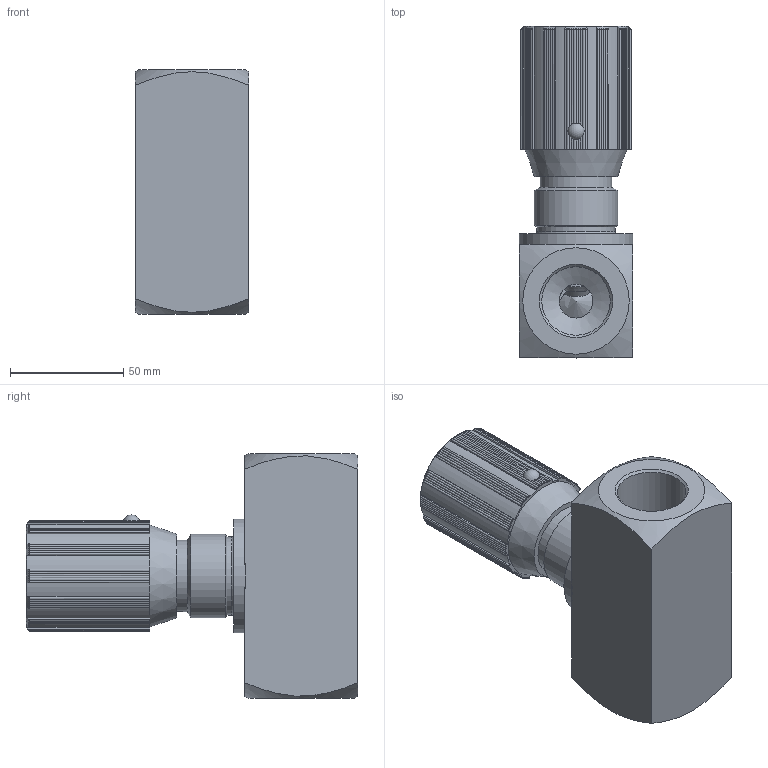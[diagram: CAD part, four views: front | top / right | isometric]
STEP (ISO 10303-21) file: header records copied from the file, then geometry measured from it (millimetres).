
FILE_DESCRIPTION(/* description */ (''),/* implementation_level */ '2;1');
FILE_NAME(/* name */ 'RDV1.stp',/* time_stamp */ '2018-01-18T10:17:24+01:00',/* author */ ('tb'),/* organization */ (''),/* preprocessor_version */ 'ST-DEVELOPER v17',/* originating_system */ 'Autodesk Inventor 2018',/* authorisation */ '');
FILE_SCHEMA (('AUTOMOTIVE_DESIGN { 1 0 10303 214 3 1 1 }'));
Length unit declared in the file: millimetre
Products named in the file (1): 94207-01-917-31739_Shrinkwrap_1
Bounding box: 50 x 146.5 x 108 mm (x, y, z)
Volume: 339025.6 mm3; surface area: 75280.4 mm2
Topology: 2 solids, 6 shells, 362 faces, 1022 edges, 666 vertices
Faces by surface type: plane 166, cylinder 164, cone 25, torus 6, sphere 1
Full cylindrical faces by diameter (mm): 4 x2, 4.917 x1, 6 x1, 7.5 x1, 13.4 x1, 13.5 x2, 14 x1, 15 x1, 16.376 x3, 28.5 x1, 30.291 x2, 31.7 x2, 34.5 x1, 37 x1, 40 x1, 40.8 x1, 41 x1, 42.5 x1, 50 x1
Entity records: 14667 total; most frequent: CARTESIAN_POINT 4873, ORIENTED_EDGE 2074, DIRECTION 1896, EDGE_CURVE 1037, AXIS2_PLACEMENT_3D 702, VERTEX_POINT 668, LINE 492, VECTOR 492
